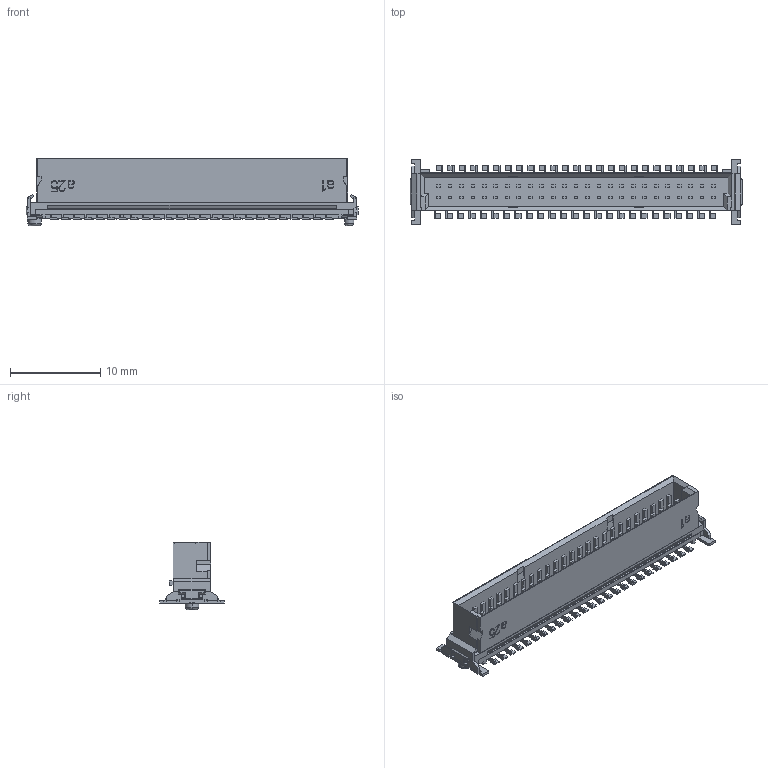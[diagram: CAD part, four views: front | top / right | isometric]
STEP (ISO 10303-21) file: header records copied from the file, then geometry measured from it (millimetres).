
FILE_DESCRIPTION((''),'2;1');
FILE_NAME('ERNI_154820.stp','2011-03-28T11:41:01',(''),(''),'Mechanical Desktop 2011','Mechanical Desktop 2011',', , ');
FILE_SCHEMA(('AUTOMOTIVE_DESIGN { 1 2 10303 214 1 1 1 1 }'));
Length unit declared in the file: millimetre
Products named in the file (1): Product
Bounding box: 36.82 x 7.2 x 7.5 mm (x, y, z)
Volume: 444.1 mm3; surface area: 1932.9 mm2
Topology: 182 solids, 182 shells, 1335 faces, 2866 edges, 1899 vertices
Faces by surface type: plane 899, bspline 376, cylinder 50, torus 6, cone 4
Entity records: 35471 total; most frequent: CARTESIAN_POINT 7430, ORIENTED_EDGE 5722, DIRECTION 4909, EDGE_CURVE 2861, VECTOR 2735, LINE 2735, VERTEX_POINT 1897, EDGE_LOOP 1342
